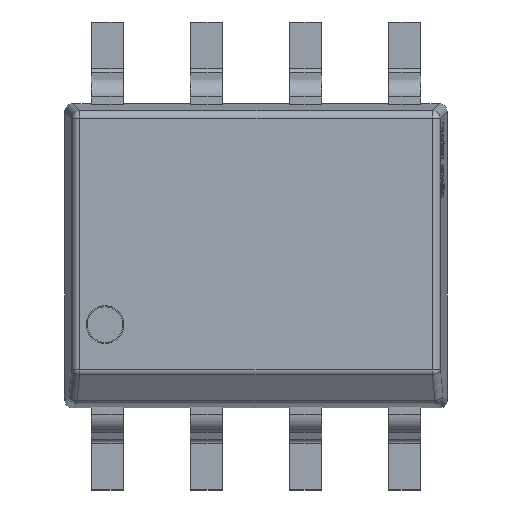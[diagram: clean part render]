
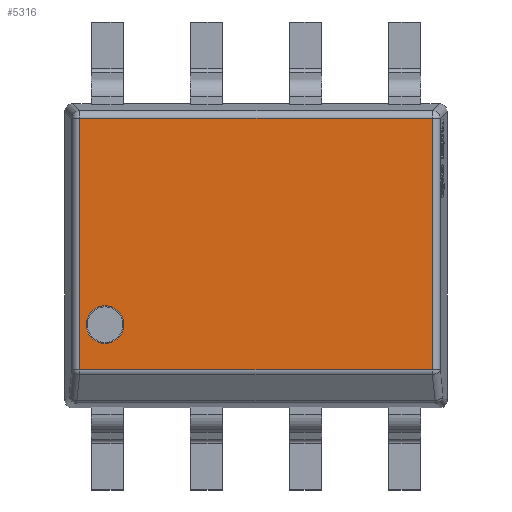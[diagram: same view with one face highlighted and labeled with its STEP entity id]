
A CAD part, top view. The second image highlights one B-rep face of the part: STEP entity #5316.
In plain terms, the highlighted planar face has unit normal (0, 0, 1).
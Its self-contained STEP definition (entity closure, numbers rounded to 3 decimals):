
#48 = DIRECTION ( 'NONE',  ( 0., 0., -1. ) ) ;
#133 = FACE_OUTER_BOUND ( 'NONE', #18368, .T. ) ;
#224 = ORIENTED_EDGE ( 'NONE', *, *, #10095, .T. ) ;
#1187 = DIRECTION ( 'NONE',  ( 0., -1., 0. ) ) ;
#1464 = CARTESIAN_POINT ( 'NONE',  ( -2.261, -1.496, 0.725 ) ) ;
#2547 = VERTEX_POINT ( 'NONE', #3207 ) ;
#2897 = VERTEX_POINT ( 'NONE', #7325 ) ;
#3207 = CARTESIAN_POINT ( 'NONE',  ( 2.261, -1.462, 0.725 ) ) ;
#3742 = VERTEX_POINT ( 'NONE', #15184 ) ;
#3811 = EDGE_CURVE ( 'NONE', #13450, #2897, #18119, .T. ) ;
#4297 = ORIENTED_EDGE ( 'NONE', *, *, #10522, .T. ) ;
#4396 = DIRECTION ( 'NONE',  ( 0., 0., -1. ) ) ;
#4520 = ORIENTED_EDGE ( 'NONE', *, *, #3811, .T. ) ;
#4860 = AXIS2_PLACEMENT_3D ( 'NONE', #5572, #10135, #7055 ) ;
#4911 = VECTOR ( 'NONE', #5350, 1000. ) ;
#5070 = CARTESIAN_POINT ( 'NONE',  ( 0., -1.462, 0.725 ) ) ;
#5182 = ORIENTED_EDGE ( 'NONE', *, *, #9771, .T. ) ;
#5316 = ADVANCED_FACE ( 'NONE', ( #133, #9765 ), #14354, .T. ) ;
#5350 = DIRECTION ( 'NONE',  ( 1., 0., 0. ) ) ;
#5372 = DIRECTION ( 'NONE',  ( -1., 0., 0. ) ) ;
#5530 = AXIS2_PLACEMENT_3D ( 'NONE', #15577, #48, #5664 ) ;
#5572 = CARTESIAN_POINT ( 'NONE',  ( 0., 0., 0.725 ) ) ;
#5664 = DIRECTION ( 'NONE',  ( 1., 0., 0. ) ) ;
#6681 = EDGE_LOOP ( 'NONE', ( #9093, #4297 ) ) ;
#7055 = DIRECTION ( 'NONE',  ( 1., 0., 0. ) ) ;
#7325 = CARTESIAN_POINT ( 'NONE',  ( -2.261, 1.761, 0.725 ) ) ;
#8211 = VERTEX_POINT ( 'NONE', #14965 ) ;
#8277 = CIRCLE ( 'NONE', #13990, 0.241 ) ;
#8630 = DIRECTION ( 'NONE',  ( 1., 0., 0. ) ) ;
#9093 = ORIENTED_EDGE ( 'NONE', *, *, #17238, .T. ) ;
#9332 = LINE ( 'NONE', #5070, #4911 ) ;
#9551 = LINE ( 'NONE', #18117, #14292 ) ;
#9765 = FACE_BOUND ( 'NONE', #6681, .T. ) ;
#9771 = EDGE_CURVE ( 'NONE', #2897, #3742, #15572, .T. ) ;
#9808 = VECTOR ( 'NONE', #5372, 1000. ) ;
#10007 = CIRCLE ( 'NONE', #5530, 0.241 ) ;
#10095 = EDGE_CURVE ( 'NONE', #3742, #2547, #9332, .T. ) ;
#10135 = DIRECTION ( 'NONE',  ( 0., 0., 1. ) ) ;
#10522 = EDGE_CURVE ( 'NONE', #8211, #10689, #10007, .T. ) ;
#10689 = VERTEX_POINT ( 'NONE', #14288 ) ;
#13450 = VERTEX_POINT ( 'NONE', #18161 ) ;
#13990 = AXIS2_PLACEMENT_3D ( 'NONE', #15653, #4396, #8630 ) ;
#14288 = CARTESIAN_POINT ( 'NONE',  ( -1.694, -0.882, 0.725 ) ) ;
#14292 = VECTOR ( 'NONE', #15182, 1000. ) ;
#14354 = PLANE ( 'NONE',  #4860 ) ;
#14965 = CARTESIAN_POINT ( 'NONE',  ( -2.177, -0.882, 0.725 ) ) ;
#15182 = DIRECTION ( 'NONE',  ( 0., 1., 0. ) ) ;
#15184 = CARTESIAN_POINT ( 'NONE',  ( -2.261, -1.462, 0.725 ) ) ;
#15539 = CARTESIAN_POINT ( 'NONE',  ( -2.348, 1.761, 0.725 ) ) ;
#15572 = LINE ( 'NONE', #1464, #15923 ) ;
#15577 = CARTESIAN_POINT ( 'NONE',  ( -1.936, -0.882, 0.725 ) ) ;
#15587 = ORIENTED_EDGE ( 'NONE', *, *, #17447, .T. ) ;
#15653 = CARTESIAN_POINT ( 'NONE',  ( -1.936, -0.882, 0.725 ) ) ;
#15923 = VECTOR ( 'NONE', #1187, 1000. ) ;
#17238 = EDGE_CURVE ( 'NONE', #10689, #8211, #8277, .T. ) ;
#17447 = EDGE_CURVE ( 'NONE', #2547, #13450, #9551, .T. ) ;
#18117 = CARTESIAN_POINT ( 'NONE',  ( 2.261, 1.848, 0.725 ) ) ;
#18119 = LINE ( 'NONE', #15539, #9808 ) ;
#18161 = CARTESIAN_POINT ( 'NONE',  ( 2.261, 1.761, 0.725 ) ) ;
#18368 = EDGE_LOOP ( 'NONE', ( #15587, #4520, #5182, #224 ) ) ;
